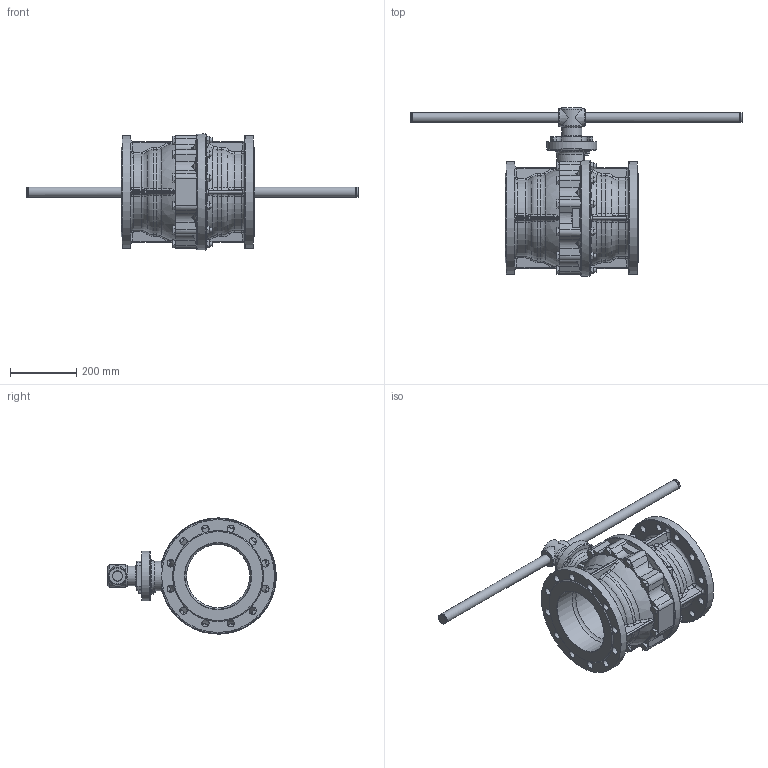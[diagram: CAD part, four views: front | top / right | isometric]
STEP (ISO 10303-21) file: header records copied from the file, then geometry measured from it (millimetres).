
FILE_DESCRIPTION( ( 'Unknown' ), '1' );
FILE_NAME( '4.170.200.stp', 'Unknown', ( 'Unknown' ), ( 'Unknown' ), 'PSStep 13.0', 'Unknown', ' ' );
FILE_SCHEMA( ( 'AUTOMOTIVE_DESIGN { 1 0 10303 214 1 1 1 1 }' ) );
Length unit declared in the file: millimetre
Products named in the file (2): Assem1; B2.DN200
Bounding box: 1000 x 506.87 x 349.85 mm (x, y, z)
Volume: 31966825.9 mm3; surface area: 2250551.4 mm2
Topology: 2 solids, 4 shells, 1714 faces, 4642 edges, 2958 vertices
Faces by surface type: plane 552, cylinder 364, cone 350, torus 210, bspline 190, sphere 48
Full cylindrical faces by diameter (mm): 12 x4, 13 x8, 14 x24, 17.5 x2, 22 x48, 28 x4, 30 x8, 31 x4, 60 x2, 150 x2, 190 x2, 200 x4, 340 x4, 350 x2
Entity records: 45708 total; most frequent: CARTESIAN_POINT 19434, ORIENTED_EDGE 4374, DIRECTION 3516, EDGE_CURVE 2187, AXIS2_PLACEMENT_3D 1450, VERTEX_POINT 1425, EDGE_LOOP 1006, FACE_OUTER_BOUND 928
